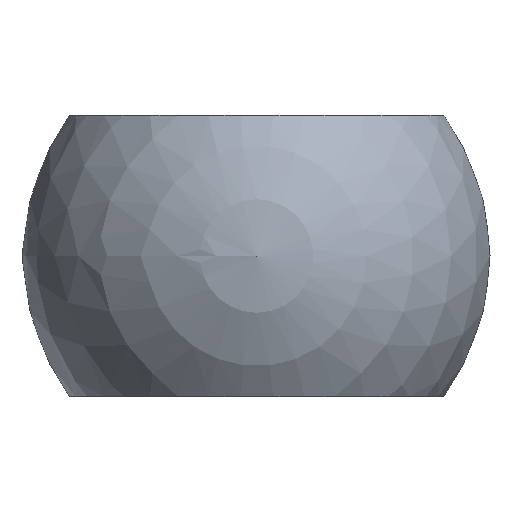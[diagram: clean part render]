
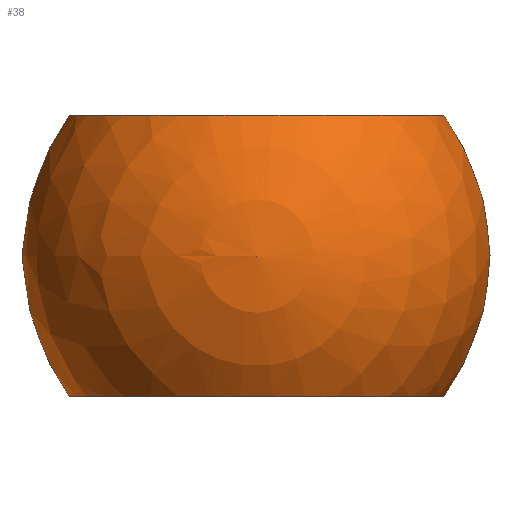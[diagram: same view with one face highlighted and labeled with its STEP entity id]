
A CAD part, left-side view. The second image highlights one B-rep face of the part: STEP entity #38.
In plain terms, the highlighted spherical face has radius 10 mm.
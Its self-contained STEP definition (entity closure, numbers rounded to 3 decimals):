
#38 = ADVANCED_FACE( '', ( #77, #78 ), #79, .T. );
#77 = FACE_BOUND( '', #115, .T. );
#78 = FACE_OUTER_BOUND( '', #116, .T. );
#79 = SPHERICAL_SURFACE( '', #117, 10. );
#115 = VERTEX_LOOP( '', #153 );
#116 = EDGE_LOOP( '', ( #154, #155, #156, #157 ) );
#117 = AXIS2_PLACEMENT_3D( '', #158, #159, #160 );
#153 = VERTEX_POINT( '', #198 );
#154 = ORIENTED_EDGE( '', *, *, #199, .F. );
#155 = ORIENTED_EDGE( '', *, *, #200, .T. );
#156 = ORIENTED_EDGE( '', *, *, #201, .F. );
#157 = ORIENTED_EDGE( '', *, *, #202, .T. );
#158 = CARTESIAN_POINT( '', ( 0., 0., 0. ) );
#159 = DIRECTION( '', ( 1., 0., 0. ) );
#160 = DIRECTION( '', ( 0., 1., 0. ) );
#198 = CARTESIAN_POINT( '', ( -10., 0., 0. ) );
#199 = EDGE_CURVE( '', #223, #224, #225, .T. );
#200 = EDGE_CURVE( '', #223, #226, #227, .F. );
#201 = EDGE_CURVE( '', #228, #226, #229, .T. );
#202 = EDGE_CURVE( '', #228, #224, #230, .F. );
#223 = VERTEX_POINT( '', #251 );
#224 = VERTEX_POINT( '', #252 );
#225 = CIRCLE( '', #253, 6.429 );
#226 = VERTEX_POINT( '', #254 );
#227 = CIRCLE( '', #255, 8. );
#228 = VERTEX_POINT( '', #256 );
#229 = CIRCLE( '', #257, 6.429 );
#230 = CIRCLE( '', #258, 8. );
#251 = CARTESIAN_POINT( '', ( 7.66, -2.308, 6. ) );
#252 = CARTESIAN_POINT( '', ( 7.66, -2.308, -6. ) );
#253 = AXIS2_PLACEMENT_3D( '', #306, #307, #308 );
#254 = CARTESIAN_POINT( '', ( 7.66, 2.308, 6. ) );
#255 = AXIS2_PLACEMENT_3D( '', #309, #310, #311 );
#256 = CARTESIAN_POINT( '', ( 7.66, 2.308, -6. ) );
#257 = AXIS2_PLACEMENT_3D( '', #312, #313, #314 );
#258 = AXIS2_PLACEMENT_3D( '', #315, #316, #317 );
#306 = CARTESIAN_POINT( '', ( 7.66, 0., 0. ) );
#307 = DIRECTION( '', ( 1., 0., 0. ) );
#308 = DIRECTION( '', ( 0., 1., 0. ) );
#309 = CARTESIAN_POINT( '', ( 0., 0., 6. ) );
#310 = DIRECTION( '', ( 0., 0., 1. ) );
#311 = DIRECTION( '', ( 1., 0., 0. ) );
#312 = CARTESIAN_POINT( '', ( 7.66, 0., 0. ) );
#313 = DIRECTION( '', ( 1., 0., 0. ) );
#314 = DIRECTION( '', ( 0., 1., 0. ) );
#315 = CARTESIAN_POINT( '', ( 0., 0., -6. ) );
#316 = DIRECTION( '', ( 0., 0., -1. ) );
#317 = DIRECTION( '', ( -1., 0., 0. ) );
